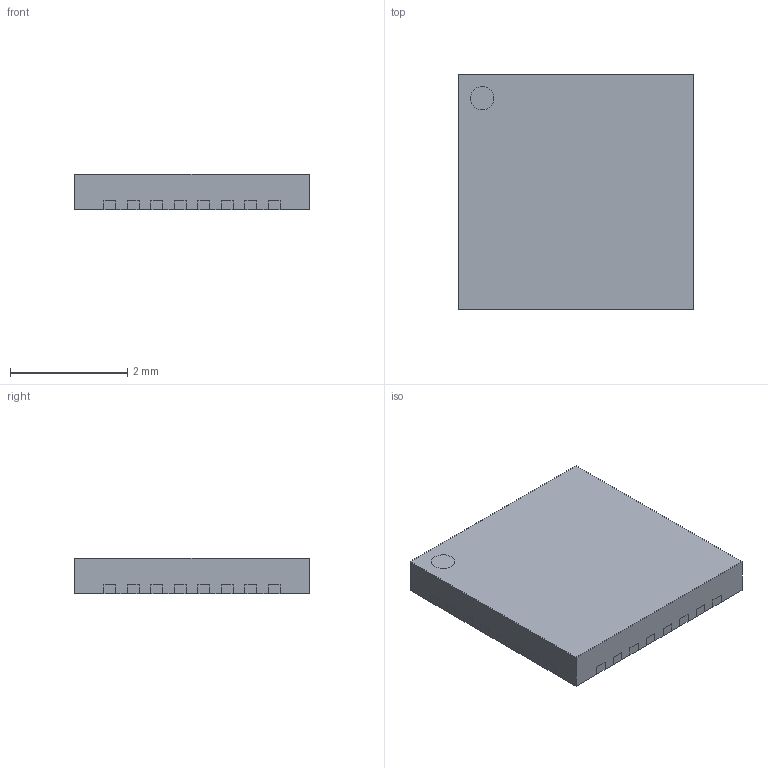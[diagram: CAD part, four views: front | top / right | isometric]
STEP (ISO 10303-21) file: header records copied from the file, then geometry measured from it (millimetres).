
FILE_DESCRIPTION(/* description */ ('model of QFN-32-1EP_4x4mm_P0.4mm_EP2.9x2.9mm'),/* implementation_level */ '2;1');
FILE_NAME(/* name */ 'QFN-32-1EP_4x4mm_P0.4mm_EP2.9x2.9mm.step',/* time_stamp */ '1970-01-01T00:00:00',/* author */ ('KiCAD','kicad'),/* organization */ ('OCCT'),/* preprocessor_version */ '',/* originating_system */ 'KiCAD',/* authorisation */ '');
FILE_SCHEMA(('AUTOMOTIVE_DESIGN { 1 0 10303 214 1 1 1 1 }'));
Length unit declared in the file: millimetre
Products named in the file (1): QFN-32-1EP_4x4mm_P0.4mm_EP2.9x2.9mm
Bounding box: 4 x 4 x 0.6 mm (x, y, z)
Volume: 9.6 mm3; surface area: 41.6 mm2
Topology: 1 solids, 1 shells, 72 faces, 273 edges, 205 vertices
Faces by surface type: plane 72
Entity records: 2010 total; most frequent: ORIENTED_EDGE 476, EDGE_CURVE 273, CARTESIAN_POINT 272, LINE 208, VERTEX_POINT 205, AXIS2_PLACEMENT_3D 106, FACE_BOUND 74, EDGE_LOOP 74
